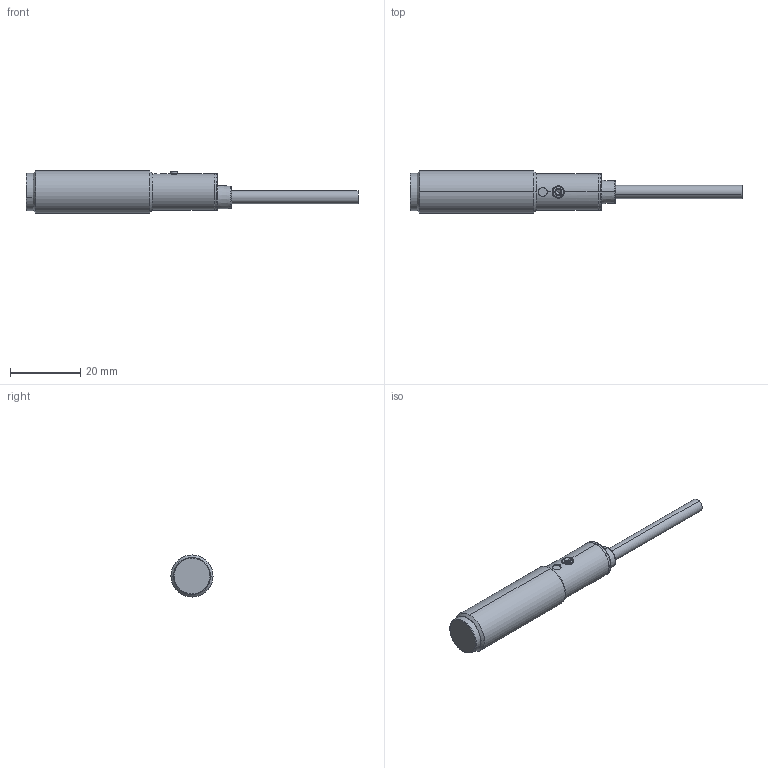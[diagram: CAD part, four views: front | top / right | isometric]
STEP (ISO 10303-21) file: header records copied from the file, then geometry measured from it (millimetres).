
FILE_DESCRIPTION (( 'STEP AP214' ), '1' );
FILE_NAME ('DM3-0N-1A.step', '2018-04-12T19:41:39', ( '' ), ( '' ), 'SwSTEP 2.0', 'SolidWorks 2017', '' );
FILE_SCHEMA (( 'AUTOMOTIVE_DESIGN' ));
Length unit declared in the file: inch
Products named in the file (1): DM3-0N-1A
Bounding box: 94.5 x 12 x 12 mm (x, y, z)
Volume: 6128.8 mm3; surface area: 3241.1 mm2
Topology: 6 solids, 6 shells, 61 faces, 126 edges, 79 vertices
Faces by surface type: cylinder 27, plane 16, cone 10, bspline 8
Entity records: 2836 total; most frequent: CARTESIAN_POINT 701, DIRECTION 262, ORIENTED_EDGE 248, EDGE_CURVE 124, AXIS2_PLACEMENT_3D 112, VERTEX_POINT 79, LENGTH_MEASURE_WITH_UNIT 69, UNCERTAINTY_MEASURE_WITH_UNIT 69
